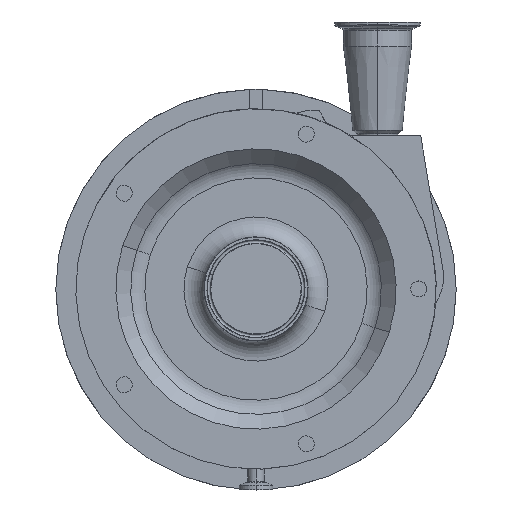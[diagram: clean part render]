
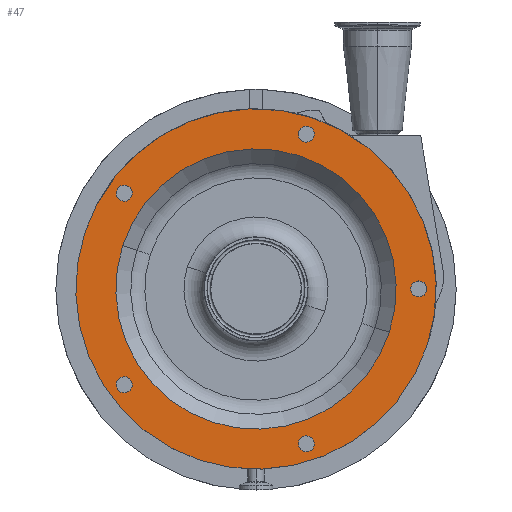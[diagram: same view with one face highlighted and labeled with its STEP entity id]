
A CAD part, top view. The second image highlights one B-rep face of the part: STEP entity #47.
In plain terms, the highlighted planar face has unit normal (0, 0, 1).
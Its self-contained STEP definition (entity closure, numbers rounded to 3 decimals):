
#15 = EDGE_CURVE ( 'NONE', #6760, #4655, #1556, .T. ) ;
#47 = ADVANCED_FACE ( 'NONE', ( #3998, #729, #6158, #1294, #2283, #230, #6790 ), #1889, .F. ) ;
#97 = EDGE_CURVE ( 'NONE', #6365, #645, #4977, .T. ) ;
#148 = CARTESIAN_POINT ( 'NONE',  ( 0., 0., 284. ) ) ;
#149 = EDGE_LOOP ( 'NONE', ( #2365, #6891 ) ) ;
#201 = EDGE_CURVE ( 'NONE', #4912, #5206, #3255, .T. ) ;
#225 = CIRCLE ( 'NONE', #2709, 105. ) ;
#230 = FACE_BOUND ( 'NONE', #6819, .T. ) ;
#246 = DIRECTION ( 'NONE',  ( 0., 0., 1. ) ) ;
#308 = DIRECTION ( 'NONE',  ( 0., 0., 1. ) ) ;
#315 = CIRCLE ( 'NONE', #3033, 105. ) ;
#439 = CARTESIAN_POINT ( 'NONE',  ( 122., 0., 284. ) ) ;
#463 = CARTESIAN_POINT ( 'NONE',  ( 37.7, 116.029, 284. ) ) ;
#518 = EDGE_LOOP ( 'NONE', ( #3358, #5003 ) ) ;
#559 = CARTESIAN_POINT ( 'NONE',  ( 122., -6., 284. ) ) ;
#571 = CARTESIAN_POINT ( 'NONE',  ( 99.861, -32.447, 284. ) ) ;
#576 = CARTESIAN_POINT ( 'NONE',  ( 0., 0., 284. ) ) ;
#645 = VERTEX_POINT ( 'NONE', #5467 ) ;
#729 = FACE_BOUND ( 'NONE', #518, .T. ) ;
#741 = CARTESIAN_POINT ( 'NONE',  ( -98.7, -71.71, 284. ) ) ;
#810 = DIRECTION ( 'NONE',  ( -0.951, -0.309, 0. ) ) ;
#827 = ORIENTED_EDGE ( 'NONE', *, *, #3263, .F. ) ;
#849 = CARTESIAN_POINT ( 'NONE',  ( 43.406, -114.175, 284. ) ) ;
#869 = CARTESIAN_POINT ( 'NONE',  ( 31.994, 117.883, 284. ) ) ;
#981 = VERTEX_POINT ( 'NONE', #4088 ) ;
#1167 = DIRECTION ( 'NONE',  ( 0., 0., 1. ) ) ;
#1197 = EDGE_CURVE ( 'NONE', #4655, #6760, #3846, .T. ) ;
#1294 = FACE_BOUND ( 'NONE', #6828, .T. ) ;
#1329 = AXIS2_PLACEMENT_3D ( 'NONE', #1788, #3391, #3423 ) ;
#1351 = VERTEX_POINT ( 'NONE', #849 ) ;
#1379 = CARTESIAN_POINT ( 'NONE',  ( -98.7, 71.71, 284. ) ) ;
#1419 = EDGE_CURVE ( 'NONE', #981, #1351, #6361, .T. ) ;
#1556 = CIRCLE ( 'NONE', #1329, 135. ) ;
#1676 = CARTESIAN_POINT ( 'NONE',  ( 43.406, 114.175, 284. ) ) ;
#1701 = EDGE_CURVE ( 'NONE', #1985, #4284, #315, .T. ) ;
#1767 = CARTESIAN_POINT ( 'NONE',  ( -128.393, 41.717, 284. ) ) ;
#1788 = CARTESIAN_POINT ( 'NONE',  ( 0., 0., 284. ) ) ;
#1800 = AXIS2_PLACEMENT_3D ( 'NONE', #741, #5088, #5531 ) ;
#1889 = PLANE ( 'NONE',  #3141 ) ;
#1944 = VERTEX_POINT ( 'NONE', #4887 ) ;
#1985 = VERTEX_POINT ( 'NONE', #571 ) ;
#2110 = VERTEX_POINT ( 'NONE', #6211 ) ;
#2283 = FACE_BOUND ( 'NONE', #6488, .T. ) ;
#2296 = ORIENTED_EDGE ( 'NONE', *, *, #15, .T. ) ;
#2356 = DIRECTION ( 'NONE',  ( -0.951, -0.309, 0. ) ) ;
#2365 = ORIENTED_EDGE ( 'NONE', *, *, #1419, .F. ) ;
#2397 = DIRECTION ( 'NONE',  ( 0., -1., 0. ) ) ;
#2415 = AXIS2_PLACEMENT_3D ( 'NONE', #4507, #2820, #2356 ) ;
#2487 = AXIS2_PLACEMENT_3D ( 'NONE', #463, #4915, #6030 ) ;
#2521 = AXIS2_PLACEMENT_3D ( 'NONE', #5131, #246, #2397 ) ;
#2538 = CARTESIAN_POINT ( 'NONE',  ( 37.7, -116.029, 284. ) ) ;
#2555 = CARTESIAN_POINT ( 'NONE',  ( -98.7, 71.71, 284. ) ) ;
#2559 = ORIENTED_EDGE ( 'NONE', *, *, #1197, .T. ) ;
#2565 = AXIS2_PLACEMENT_3D ( 'NONE', #439, #6928, #5899 ) ;
#2572 = CARTESIAN_POINT ( 'NONE',  ( -98.7, -71.71, 284. ) ) ;
#2593 = ORIENTED_EDGE ( 'NONE', *, *, #3017, .F. ) ;
#2595 = EDGE_CURVE ( 'NONE', #2110, #1944, #5346, .T. ) ;
#2709 = AXIS2_PLACEMENT_3D ( 'NONE', #576, #4926, #3201 ) ;
#2820 = DIRECTION ( 'NONE',  ( 0., 0., 1. ) ) ;
#2884 = CARTESIAN_POINT ( 'NONE',  ( 12.052, 37.091, 284. ) ) ;
#2966 = ORIENTED_EDGE ( 'NONE', *, *, #3810, .F. ) ;
#2986 = VERTEX_POINT ( 'NONE', #1676 ) ;
#3017 = EDGE_CURVE ( 'NONE', #4284, #1985, #225, .T. ) ;
#3033 = AXIS2_PLACEMENT_3D ( 'NONE', #148, #3923, #3956 ) ;
#3077 = CARTESIAN_POINT ( 'NONE',  ( -95.173, 76.564, 284. ) ) ;
#3141 = AXIS2_PLACEMENT_3D ( 'NONE', #2884, #5116, #6726 ) ;
#3180 = CIRCLE ( 'NONE', #6051, 6. ) ;
#3201 = DIRECTION ( 'NONE',  ( 0.951, -0.309, 0. ) ) ;
#3255 = CIRCLE ( 'NONE', #2565, 6. ) ;
#3263 = EDGE_CURVE ( 'NONE', #2986, #5561, #5931, .T. ) ;
#3358 = ORIENTED_EDGE ( 'NONE', *, *, #201, .F. ) ;
#3380 = CARTESIAN_POINT ( 'NONE',  ( -99.861, 32.447, 284. ) ) ;
#3391 = DIRECTION ( 'NONE',  ( 0., 0., 1. ) ) ;
#3423 = DIRECTION ( 'NONE',  ( 0.951, -0.309, 0. ) ) ;
#3490 = DIRECTION ( 'NONE',  ( 0., 0., 1. ) ) ;
#3525 = ORIENTED_EDGE ( 'NONE', *, *, #1701, .F. ) ;
#3602 = DIRECTION ( 'NONE',  ( 0.588, 0.809, 0. ) ) ;
#3606 = AXIS2_PLACEMENT_3D ( 'NONE', #2538, #308, #810 ) ;
#3810 = EDGE_CURVE ( 'NONE', #5561, #2986, #3180, .T. ) ;
#3846 = CIRCLE ( 'NONE', #6602, 135. ) ;
#3863 = CARTESIAN_POINT ( 'NONE',  ( 37.7, 116.029, 284. ) ) ;
#3893 = EDGE_LOOP ( 'NONE', ( #3525, #2593 ) ) ;
#3923 = DIRECTION ( 'NONE',  ( 0., 0., 1. ) ) ;
#3956 = DIRECTION ( 'NONE',  ( 0.951, -0.309, 0. ) ) ;
#3998 = FACE_OUTER_BOUND ( 'NONE', #5253, .T. ) ;
#4088 = CARTESIAN_POINT ( 'NONE',  ( 31.994, -117.883, 284. ) ) ;
#4284 = VERTEX_POINT ( 'NONE', #3380 ) ;
#4507 = CARTESIAN_POINT ( 'NONE',  ( 37.7, -116.029, 284. ) ) ;
#4570 = DIRECTION ( 'NONE',  ( 0.951, -0.309, 0. ) ) ;
#4655 = VERTEX_POINT ( 'NONE', #1767 ) ;
#4722 = EDGE_CURVE ( 'NONE', #5206, #4912, #4817, .T. ) ;
#4803 = DIRECTION ( 'NONE',  ( -0.588, 0.809, 0. ) ) ;
#4804 = EDGE_CURVE ( 'NONE', #645, #6365, #4935, .T. ) ;
#4817 = CIRCLE ( 'NONE', #2521, 6. ) ;
#4866 = ORIENTED_EDGE ( 'NONE', *, *, #5913, .F. ) ;
#4887 = CARTESIAN_POINT ( 'NONE',  ( -102.227, -66.856, 284. ) ) ;
#4912 = VERTEX_POINT ( 'NONE', #559 ) ;
#4915 = DIRECTION ( 'NONE',  ( 0., 0., 1. ) ) ;
#4926 = DIRECTION ( 'NONE',  ( 0., 0., 1. ) ) ;
#4935 = CIRCLE ( 'NONE', #6875, 6. ) ;
#4971 = ORIENTED_EDGE ( 'NONE', *, *, #97, .F. ) ;
#4977 = CIRCLE ( 'NONE', #5324, 6. ) ;
#5003 = ORIENTED_EDGE ( 'NONE', *, *, #4722, .F. ) ;
#5087 = DIRECTION ( 'NONE',  ( 0.951, -0.309, 0. ) ) ;
#5088 = DIRECTION ( 'NONE',  ( 0., 0., 1. ) ) ;
#5116 = DIRECTION ( 'NONE',  ( 0., 0., -1. ) ) ;
#5131 = CARTESIAN_POINT ( 'NONE',  ( 122., 0., 284. ) ) ;
#5206 = VERTEX_POINT ( 'NONE', #5769 ) ;
#5225 = DIRECTION ( 'NONE',  ( 0., 0., 1. ) ) ;
#5253 = EDGE_LOOP ( 'NONE', ( #2296, #2559 ) ) ;
#5296 = CARTESIAN_POINT ( 'NONE',  ( 128.393, -41.717, 284. ) ) ;
#5324 = AXIS2_PLACEMENT_3D ( 'NONE', #2555, #5225, #3602 ) ;
#5346 = CIRCLE ( 'NONE', #1800, 6. ) ;
#5399 = AXIS2_PLACEMENT_3D ( 'NONE', #2572, #5849, #4803 ) ;
#5467 = CARTESIAN_POINT ( 'NONE',  ( -102.227, 66.856, 284. ) ) ;
#5531 = DIRECTION ( 'NONE',  ( -0.588, 0.809, 0. ) ) ;
#5561 = VERTEX_POINT ( 'NONE', #869 ) ;
#5631 = CARTESIAN_POINT ( 'NONE',  ( 0., 0., 284. ) ) ;
#5769 = CARTESIAN_POINT ( 'NONE',  ( 122., 6., 284. ) ) ;
#5849 = DIRECTION ( 'NONE',  ( 0., 0., 1. ) ) ;
#5899 = DIRECTION ( 'NONE',  ( 0., -1., 0. ) ) ;
#5913 = EDGE_CURVE ( 'NONE', #1944, #2110, #6981, .T. ) ;
#5931 = CIRCLE ( 'NONE', #2487, 6. ) ;
#6030 = DIRECTION ( 'NONE',  ( 0.951, -0.309, 0. ) ) ;
#6051 = AXIS2_PLACEMENT_3D ( 'NONE', #3863, #3490, #4570 ) ;
#6158 = FACE_BOUND ( 'NONE', #149, .T. ) ;
#6211 = CARTESIAN_POINT ( 'NONE',  ( -95.173, -76.564, 284. ) ) ;
#6230 = EDGE_CURVE ( 'NONE', #1351, #981, #6988, .T. ) ;
#6361 = CIRCLE ( 'NONE', #3606, 6. ) ;
#6365 = VERTEX_POINT ( 'NONE', #3077 ) ;
#6488 = EDGE_LOOP ( 'NONE', ( #4971, #6590 ) ) ;
#6590 = ORIENTED_EDGE ( 'NONE', *, *, #4804, .F. ) ;
#6602 = AXIS2_PLACEMENT_3D ( 'NONE', #5631, #1167, #5087 ) ;
#6645 = ORIENTED_EDGE ( 'NONE', *, *, #2595, .F. ) ;
#6726 = DIRECTION ( 'NONE',  ( 0., -1., 0. ) ) ;
#6760 = VERTEX_POINT ( 'NONE', #5296 ) ;
#6790 = FACE_BOUND ( 'NONE', #3893, .T. ) ;
#6803 = DIRECTION ( 'NONE',  ( 0.588, 0.809, 0. ) ) ;
#6819 = EDGE_LOOP ( 'NONE', ( #827, #2966 ) ) ;
#6828 = EDGE_LOOP ( 'NONE', ( #4866, #6645 ) ) ;
#6875 = AXIS2_PLACEMENT_3D ( 'NONE', #1379, #6878, #6803 ) ;
#6878 = DIRECTION ( 'NONE',  ( 0., 0., 1. ) ) ;
#6891 = ORIENTED_EDGE ( 'NONE', *, *, #6230, .F. ) ;
#6928 = DIRECTION ( 'NONE',  ( 0., 0., 1. ) ) ;
#6981 = CIRCLE ( 'NONE', #5399, 6. ) ;
#6988 = CIRCLE ( 'NONE', #2415, 6. ) ;
